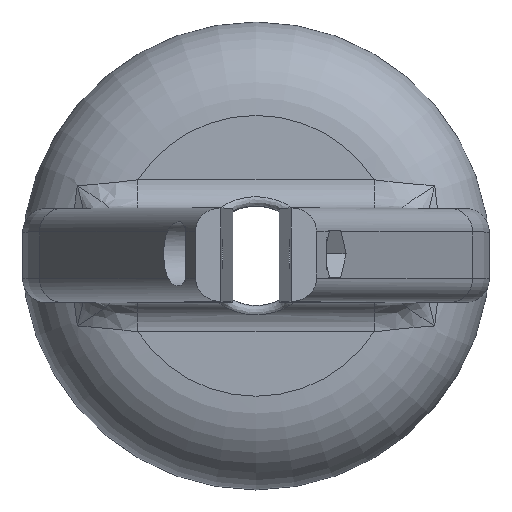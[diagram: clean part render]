
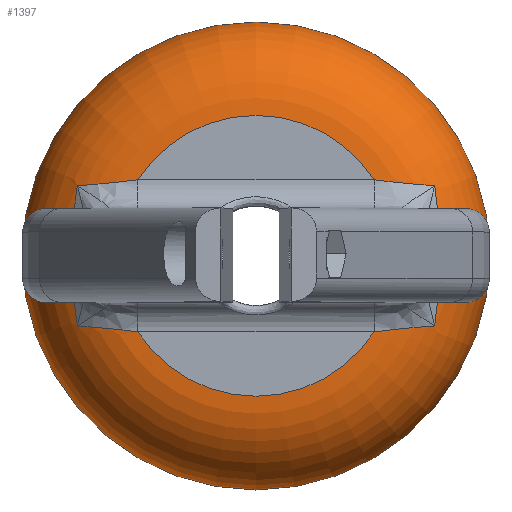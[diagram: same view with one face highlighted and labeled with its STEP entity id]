
A CAD part, top view. The second image highlights one B-rep face of the part: STEP entity #1397.
In plain terms, the highlighted toroidal (fillet/blend) face has major radius 12 mm and minor radius 8 mm.
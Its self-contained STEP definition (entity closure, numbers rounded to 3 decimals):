
#35=TOROIDAL_SURFACE('',#1533,12.,8.);
#171=FACE_OUTER_BOUND('',#254,.T.);
#254=EDGE_LOOP('',(#1269,#1270,#1271,#1272,#1273,#1274,#1275,#1276,#1277,
#1278,#1279,#1280));
#307=CIRCLE('',#1532,12.);
#308=CIRCLE('',#1534,8.);
#309=CIRCLE('',#1535,20.);
#310=CIRCLE('',#1536,12.);
#526=B_SPLINE_CURVE_WITH_KNOTS('',3,(#2465,#2466,#2467,#2468,#2469),
 .UNSPECIFIED.,.F.,.F.,(4,1,4),(12.611,13.359,13.92),
 .UNSPECIFIED.);
#531=B_SPLINE_CURVE_WITH_KNOTS('',3,(#2605,#2606,#2607,#2608),
 .UNSPECIFIED.,.F.,.F.,(4,4),(1.306,1.984),
 .UNSPECIFIED.);
#545=B_SPLINE_CURVE_WITH_KNOTS('',3,(#3045,#3046,#3047,#3048),
 .UNSPECIFIED.,.F.,.F.,(4,4),(12.616,13.27),
 .UNSPECIFIED.);
#546=B_SPLINE_CURVE_WITH_KNOTS('',3,(#3049,#3050,#3051,#3052,#3053),
 .UNSPECIFIED.,.F.,.F.,(4,1,4),(13.27,13.364,13.924),
 .UNSPECIFIED.);
#547=B_SPLINE_CURVE_WITH_KNOTS('',3,(#3074,#3075,#3076,#3077),
 .UNSPECIFIED.,.F.,.F.,(4,4),(1.306,1.984),
 .UNSPECIFIED.);
#548=B_SPLINE_CURVE_WITH_KNOTS('',3,(#3098,#3099,#3100,#3101),
 .UNSPECIFIED.,.F.,.F.,(4,4),(0.,0.678),
 .UNSPECIFIED.);
#549=B_SPLINE_CURVE_WITH_KNOTS('',3,(#3127,#3128,#3129,#3130),
 .UNSPECIFIED.,.F.,.F.,(4,4),(0.,0.678),
 .UNSPECIFIED.);
#592=VERTEX_POINT('',#2334);
#612=VERTEX_POINT('',#2464);
#619=VERTEX_POINT('',#2604);
#626=VERTEX_POINT('',#2668);
#644=VERTEX_POINT('',#2835);
#649=VERTEX_POINT('',#2897);
#650=VERTEX_POINT('',#2899);
#675=VERTEX_POINT('',#3044);
#676=VERTEX_POINT('',#3104);
#677=VERTEX_POINT('',#3136);
#757=EDGE_CURVE('',#592,#612,#526,.T.);
#770=EDGE_CURVE('',#612,#619,#531,.T.);
#872=EDGE_CURVE('',#644,#675,#545,.T.);
#873=EDGE_CURVE('',#675,#626,#546,.T.);
#874=EDGE_CURVE('',#626,#649,#547,.T.);
#875=EDGE_CURVE('',#650,#592,#548,.T.);
#879=EDGE_CURVE('',#676,#644,#549,.T.);
#881=EDGE_CURVE('',#650,#649,#307,.T.);
#882=EDGE_CURVE('',#675,#677,#308,.T.);
#883=EDGE_CURVE('',#677,#677,#309,.T.);
#884=EDGE_CURVE('',#676,#619,#310,.T.);
#1269=ORIENTED_EDGE('',*,*,#875,.F.);
#1270=ORIENTED_EDGE('',*,*,#881,.T.);
#1271=ORIENTED_EDGE('',*,*,#874,.F.);
#1272=ORIENTED_EDGE('',*,*,#873,.F.);
#1273=ORIENTED_EDGE('',*,*,#882,.T.);
#1274=ORIENTED_EDGE('',*,*,#883,.T.);
#1275=ORIENTED_EDGE('',*,*,#882,.F.);
#1276=ORIENTED_EDGE('',*,*,#872,.F.);
#1277=ORIENTED_EDGE('',*,*,#879,.F.);
#1278=ORIENTED_EDGE('',*,*,#884,.T.);
#1279=ORIENTED_EDGE('',*,*,#770,.F.);
#1280=ORIENTED_EDGE('',*,*,#757,.F.);
#1397=ADVANCED_FACE('',(#171),#35,.T.);
#1532=AXIS2_PLACEMENT_3D('',#3134,#1871,#1872);
#1533=AXIS2_PLACEMENT_3D('',#3135,#1873,#1874);
#1534=AXIS2_PLACEMENT_3D('',#3137,#1875,#1876);
#1535=AXIS2_PLACEMENT_3D('',#3138,#1877,#1878);
#1536=AXIS2_PLACEMENT_3D('',#3139,#1879,#1880);
#1871=DIRECTION('center_axis',(0.,0.,-1.));
#1872=DIRECTION('ref_axis',(1.,0.,0.));
#1873=DIRECTION('center_axis',(0.,0.,1.));
#1874=DIRECTION('ref_axis',(1.,0.,0.));
#1875=DIRECTION('center_axis',(0.,-1.,0.));
#1876=DIRECTION('ref_axis',(-1.,0.,0.));
#1877=DIRECTION('center_axis',(0.,0.,1.));
#1878=DIRECTION('ref_axis',(1.,0.,0.));
#1879=DIRECTION('center_axis',(0.,0.,-1.));
#1880=DIRECTION('ref_axis',(1.,0.,0.));
#2334=CARTESIAN_POINT('',(15.273,-5.997,8.676));
#2464=CARTESIAN_POINT('',(15.273,5.997,8.676));
#2465=CARTESIAN_POINT('Ctrl Pts',(15.273,-5.997,8.676));
#2466=CARTESIAN_POINT('Ctrl Pts',(15.677,-3.779,8.963));
#2467=CARTESIAN_POINT('Ctrl Pts',(15.968,0.302,9.156));
#2468=CARTESIAN_POINT('Ctrl Pts',(15.576,4.334,8.891));
#2469=CARTESIAN_POINT('Ctrl Pts',(15.273,5.997,8.676));
#2604=CARTESIAN_POINT('',(10.087,6.5,10.));
#2605=CARTESIAN_POINT('Ctrl Pts',(15.273,5.997,8.676));
#2606=CARTESIAN_POINT('Ctrl Pts',(13.764,6.102,9.578));
#2607=CARTESIAN_POINT('Ctrl Pts',(11.968,6.255,10.));
#2608=CARTESIAN_POINT('Ctrl Pts',(10.087,6.5,10.));
#2668=CARTESIAN_POINT('',(-15.273,-5.997,8.676));
#2835=CARTESIAN_POINT('',(-15.273,5.997,8.676));
#2897=CARTESIAN_POINT('',(-10.087,-6.5,10.));
#2899=CARTESIAN_POINT('',(10.087,-6.5,10.));
#3044=CARTESIAN_POINT('',(-15.797,0.,9.042));
#3045=CARTESIAN_POINT('Ctrl Pts',(-15.273,5.997,8.676));
#3046=CARTESIAN_POINT('Ctrl Pts',(-15.627,4.056,8.927));
#3047=CARTESIAN_POINT('Ctrl Pts',(-15.798,2.028,9.043));
#3048=CARTESIAN_POINT('Ctrl Pts',(-15.797,0.,
9.042));
#3049=CARTESIAN_POINT('Ctrl Pts',(-15.797,0.,
9.042));
#3050=CARTESIAN_POINT('Ctrl Pts',(-15.797,-0.29,
9.041));
#3051=CARTESIAN_POINT('Ctrl Pts',(-15.772,-2.318,9.024));
#3052=CARTESIAN_POINT('Ctrl Pts',(-15.576,-4.334,8.891));
#3053=CARTESIAN_POINT('Ctrl Pts',(-15.273,-5.997,8.676));
#3074=CARTESIAN_POINT('Ctrl Pts',(-15.273,-5.997,8.676));
#3075=CARTESIAN_POINT('Ctrl Pts',(-13.764,-6.102,9.578));
#3076=CARTESIAN_POINT('Ctrl Pts',(-11.968,-6.255,10.));
#3077=CARTESIAN_POINT('Ctrl Pts',(-10.087,-6.5,10.));
#3098=CARTESIAN_POINT('Ctrl Pts',(10.087,-6.5,10.));
#3099=CARTESIAN_POINT('Ctrl Pts',(11.968,-6.255,10.));
#3100=CARTESIAN_POINT('Ctrl Pts',(13.764,-6.102,9.578));
#3101=CARTESIAN_POINT('Ctrl Pts',(15.273,-5.997,8.676));
#3104=CARTESIAN_POINT('',(-10.087,6.5,10.));
#3127=CARTESIAN_POINT('Ctrl Pts',(-10.087,6.5,10.));
#3128=CARTESIAN_POINT('Ctrl Pts',(-11.968,6.255,10.));
#3129=CARTESIAN_POINT('Ctrl Pts',(-13.764,6.102,9.578));
#3130=CARTESIAN_POINT('Ctrl Pts',(-15.273,5.997,8.676));
#3134=CARTESIAN_POINT('Origin',(0.,0.,10.));
#3135=CARTESIAN_POINT('Origin',(0.,0.,2.));
#3136=CARTESIAN_POINT('',(-20.,0.,2.));
#3137=CARTESIAN_POINT('Origin',(-12.,0.,2.));
#3138=CARTESIAN_POINT('Origin',(0.,0.,2.));
#3139=CARTESIAN_POINT('Origin',(0.,0.,10.));
